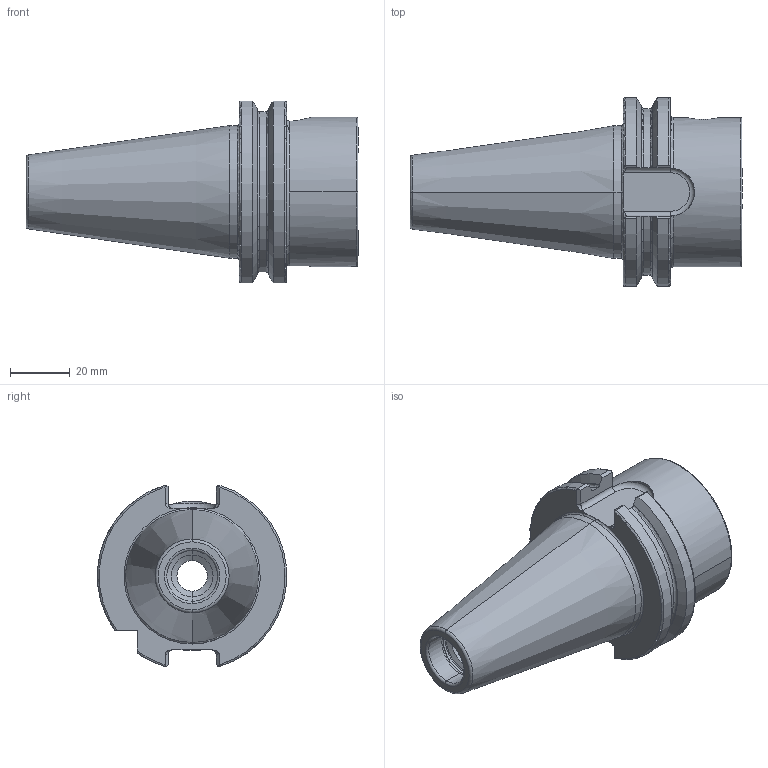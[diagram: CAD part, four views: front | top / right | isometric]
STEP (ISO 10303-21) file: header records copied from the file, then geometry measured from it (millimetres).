
FILE_DESCRIPTION (( 'STEP AP203' ), '1' );
FILE_NAME ('SK4-ST5.K01.043.STEP', '2016-02-12T09:09:10', ( 'SWIAdmin' ), ( 'Hewlett-Packard Company' ), 'SwSTEP 2.0', 'SolidWorks 2015', '' );
FILE_SCHEMA (( 'CONFIG_CONTROL_DESIGN' ));
Length unit declared in the file: millimetre
Products named in the file (2): SK4-ST5.K01.043_A; SK4-ST5.K01.043
Assembly tree (1 placements, depth 2):
  SK4-ST5.K01.043
    SK4-ST5.K01.043_A
Bounding box: 111.25 x 63.37 x 60.94 mm (x, y, z)
Volume: 128767.5 mm3; surface area: 26249.6 mm2
Topology: 1 solids, 1 shells, 137 faces, 363 edges, 227 vertices
Faces by surface type: plane 42, cylinder 41, torus 34, cone 16, bspline 4
Entity records: 5170 total; most frequent: CARTESIAN_POINT 1688, ORIENTED_EDGE 726, DIRECTION 667, EDGE_CURVE 363, AXIS2_PLACEMENT_3D 265, VERTEX_POINT 227, EDGE_LOOP 140, FACE_OUTER_BOUND 137
